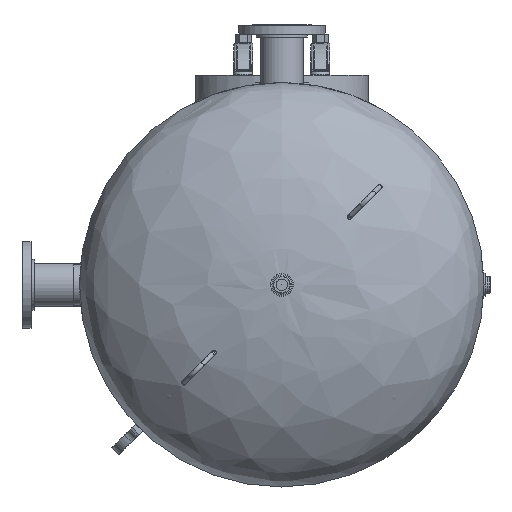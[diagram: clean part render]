
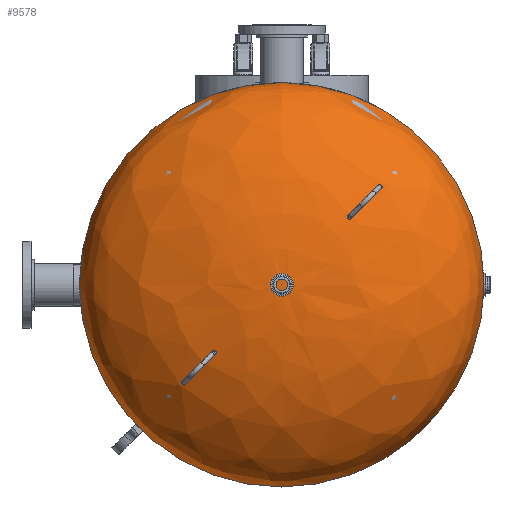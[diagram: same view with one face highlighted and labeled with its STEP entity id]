
A CAD part, left-side view. The second image highlights one B-rep face of the part: STEP entity #9578.
In plain terms, the highlighted free-form (B-spline) face has degree [2, 2] with [3, 9] control points.
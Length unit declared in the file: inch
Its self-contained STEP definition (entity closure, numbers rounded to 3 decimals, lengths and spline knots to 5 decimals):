
#183=ELLIPSE('',#10414,21.,10.625);
#648=CIRCLE('',#10412,21.);
#649=CIRCLE('',#10413,21.);
#2934=FACE_OUTER_BOUND('',#3481,.T.);
#3481=EDGE_LOOP('',(#6838,#6839,#6840,#6841));
#4373=VERTEX_POINT('',#15236);
#4374=VERTEX_POINT('',#15237);
#4375=VERTEX_POINT('',#15268);
#5341=EDGE_CURVE('',#4373,#4374,#648,.T.);
#5342=EDGE_CURVE('',#4374,#4373,#649,.T.);
#5344=EDGE_CURVE('',#4373,#4375,#183,.T.);
#6838=ORIENTED_EDGE('',*,*,#5344,.F.);
#6839=ORIENTED_EDGE('',*,*,#5341,.T.);
#6840=ORIENTED_EDGE('',*,*,#5342,.T.);
#6841=ORIENTED_EDGE('',*,*,#5344,.T.);
#9542=(
BOUNDED_SURFACE()
B_SPLINE_SURFACE(2,2,((#15241,#15242,#15243,#15244,#15245,#15246,#15247,
#15248,#15249),(#15250,#15251,#15252,#15253,#15254,#15255,#15256,#15257,
#15258),(#15259,#15260,#15261,#15262,#15263,#15264,#15265,#15266,#15267)),
 .UNSPECIFIED.,.F.,.T.,.F.)
B_SPLINE_SURFACE_WITH_KNOTS((3,3),(3,2,2,2,3),(-1.5708,0.),
(0.,1.5708,3.14159,4.71239,6.28319),
 .UNSPECIFIED.)
GEOMETRIC_REPRESENTATION_ITEM()
RATIONAL_B_SPLINE_SURFACE(((1.,0.707,1.,0.707,1.,
0.707,1.,0.707,1.),(0.707,0.5,0.707,
0.5,0.707,0.5,0.707,0.5,0.707),(1.,
0.707,1.,0.707,1.,0.707,1.,0.707,
1.)))
REPRESENTATION_ITEM('')
SURFACE()
);
#9578=ADVANCED_FACE('',(#2934),#9542,.T.);
#10412=AXIS2_PLACEMENT_3D('',#15238,#11440,#11441);
#10413=AXIS2_PLACEMENT_3D('',#15239,#11442,#11443);
#10414=AXIS2_PLACEMENT_3D('',#15269,#11445,#11446);
#11440=DIRECTION('center_axis',(0.,0.,1.));
#11441=DIRECTION('ref_axis',(1.,0.,0.));
#11442=DIRECTION('center_axis',(0.,0.,1.));
#11443=DIRECTION('ref_axis',(1.,0.,0.));
#11445=DIRECTION('center_axis',(-1.,0.,0.));
#11446=DIRECTION('ref_axis',(0.,-1.,0.));
#15236=CARTESIAN_POINT('',(0.,-21.,2.));
#15237=CARTESIAN_POINT('',(0.,21.,2.));
#15238=CARTESIAN_POINT('Origin',(0.,0.,2.));
#15239=CARTESIAN_POINT('Origin',(0.,0.,2.));
#15241=CARTESIAN_POINT('Ctrl Pts',(0.,0.,12.625));
#15242=CARTESIAN_POINT('Ctrl Pts',(0.,0.,
12.625));
#15243=CARTESIAN_POINT('Ctrl Pts',(0.,0.,12.625));
#15244=CARTESIAN_POINT('Ctrl Pts',(0.,0.,
12.625));
#15245=CARTESIAN_POINT('Ctrl Pts',(0.,0.,12.625));
#15246=CARTESIAN_POINT('Ctrl Pts',(0.,0.,
12.625));
#15247=CARTESIAN_POINT('Ctrl Pts',(0.,0.,12.625));
#15248=CARTESIAN_POINT('Ctrl Pts',(0.,0.,
12.625));
#15249=CARTESIAN_POINT('Ctrl Pts',(0.,0.,12.625));
#15250=CARTESIAN_POINT('Ctrl Pts',(0.,-21.,12.625));
#15251=CARTESIAN_POINT('Ctrl Pts',(21.,-21.,12.625));
#15252=CARTESIAN_POINT('Ctrl Pts',(21.,0.,12.625));
#15253=CARTESIAN_POINT('Ctrl Pts',(21.,21.,12.625));
#15254=CARTESIAN_POINT('Ctrl Pts',(0.,21.,12.625));
#15255=CARTESIAN_POINT('Ctrl Pts',(-21.,21.,12.625));
#15256=CARTESIAN_POINT('Ctrl Pts',(-21.,0.,12.625));
#15257=CARTESIAN_POINT('Ctrl Pts',(-21.,-21.,12.625));
#15258=CARTESIAN_POINT('Ctrl Pts',(0.,-21.,12.625));
#15259=CARTESIAN_POINT('Ctrl Pts',(0.,-21.,2.));
#15260=CARTESIAN_POINT('Ctrl Pts',(21.,-21.,2.));
#15261=CARTESIAN_POINT('Ctrl Pts',(21.,0.,2.));
#15262=CARTESIAN_POINT('Ctrl Pts',(21.,21.,2.));
#15263=CARTESIAN_POINT('Ctrl Pts',(0.,21.,2.));
#15264=CARTESIAN_POINT('Ctrl Pts',(-21.,21.,2.));
#15265=CARTESIAN_POINT('Ctrl Pts',(-21.,0.,2.));
#15266=CARTESIAN_POINT('Ctrl Pts',(-21.,-21.,2.));
#15267=CARTESIAN_POINT('Ctrl Pts',(0.,-21.,2.));
#15268=CARTESIAN_POINT('',(0.,0.,12.625));
#15269=CARTESIAN_POINT('Origin',(0.,0.,2.));
